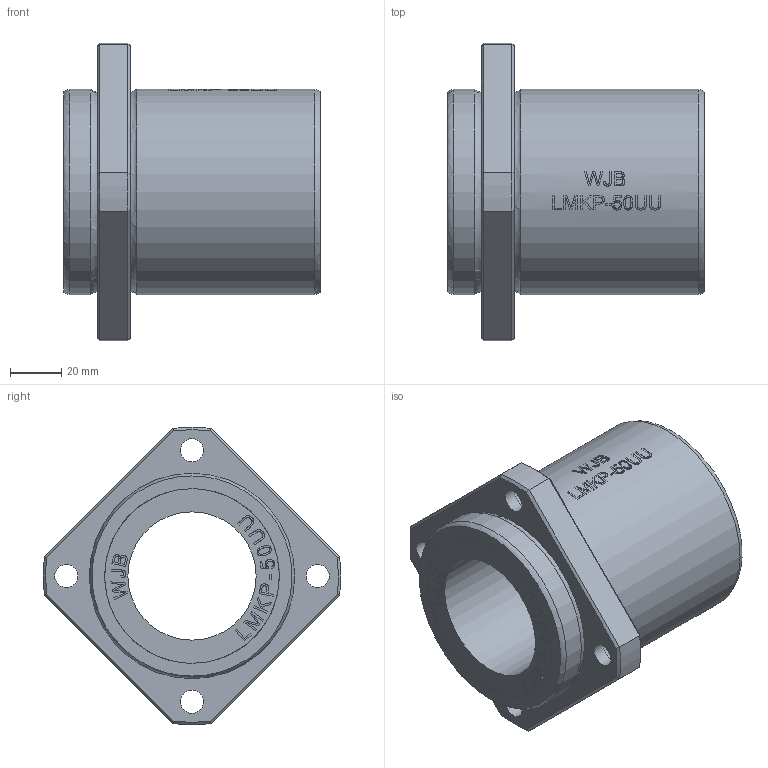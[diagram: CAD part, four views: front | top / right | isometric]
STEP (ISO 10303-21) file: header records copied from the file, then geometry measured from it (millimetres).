
FILE_DESCRIPTION(/* description */ (''),/* implementation_level */ '2;1');
FILE_NAME(/* name */ 'WJB-LMKP-50UU.stp',/* time_stamp */ '2019-01-27T12:26:08+08:00',/* author */ (''),/* organization */ (''),/* preprocessor_version */ 'ST-DEVELOPER v11',/* originating_system */ 'SIEMENS UGS NX 6.0',/* authorisation */ '');
FILE_SCHEMA (('AUTOMOTIVE_DESIGN { 1 0 10303 214 1 1 1 1 }'));
Length unit declared in the file: millimetre
Products named in the file (1): ROCKE321z0xa
Bounding box: 100 x 115.89 x 115.89 mm (x, y, z)
Volume: 340072.4 mm3; surface area: 55996 mm2
Topology: 1 solids, 1 shells, 387 faces, 988 edges, 659 vertices
Faces by surface type: plane 243, extrusion 99, cylinder 33, cone 8, torus 4
Full cylindrical faces by diameter (mm): 9 x4, 14 x4, 50 x1, 68 x2, 80 x2
Entity records: 14936 total; most frequent: CARTESIAN_POINT 6244, ORIENTED_EDGE 1934, DIRECTION 1361, EDGE_CURVE 967, VERTEX_POINT 655, VECTOR 573, B_SPLINE_CURVE_WITH_KNOTS 487, LINE 474
